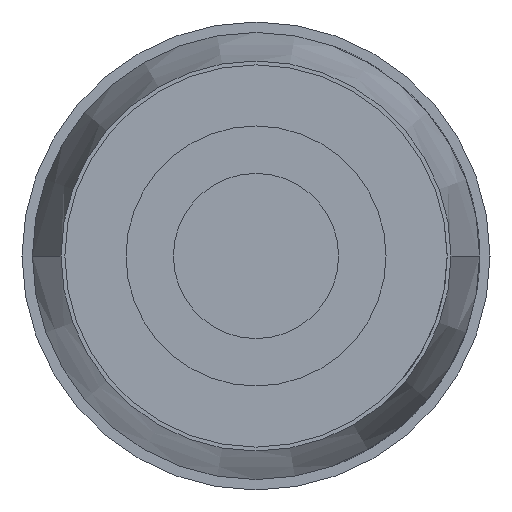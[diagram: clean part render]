
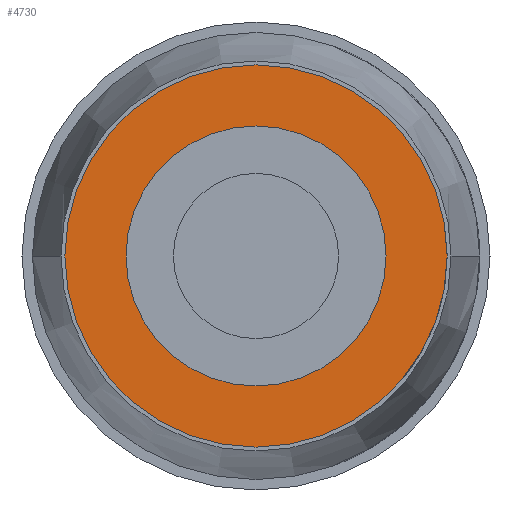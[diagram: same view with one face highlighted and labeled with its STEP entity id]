
A CAD part, front view. The second image highlights one B-rep face of the part: STEP entity #4730.
In plain terms, the highlighted planar face has unit normal (0, -1, 0).
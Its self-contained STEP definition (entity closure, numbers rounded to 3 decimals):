
#64 = PLANE ( 'NONE',  #251 ) ;
#98 = CARTESIAN_POINT ( 'NONE',  ( 26.303, 12.026, 28.877 ) ) ;
#105 = AXIS2_PLACEMENT_3D ( 'NONE', #8249, #2942, #9125 ) ;
#251 = AXIS2_PLACEMENT_3D ( 'NONE', #98, #6285, #982 ) ;
#428 = ORIENTED_EDGE ( 'NONE', *, *, #3674, .T. ) ;
#844 = ORIENTED_EDGE ( 'NONE', *, *, #11211, .F. ) ;
#982 = DIRECTION ( 'NONE',  ( 1., 0., 0. ) ) ;
#1206 = CARTESIAN_POINT ( 'NONE',  ( 33.653, 12.026, 28.877 ) ) ;
#1247 = EDGE_LOOP ( 'NONE', ( #428, #7130 ) ) ;
#1587 = CIRCLE ( 'NONE', #1778, 7.35 ) ;
#1778 = AXIS2_PLACEMENT_3D ( 'NONE', #1206, #7388, #2082 ) ;
#1797 = FACE_OUTER_BOUND ( 'NONE', #7401, .T. ) ;
#2082 = DIRECTION ( 'NONE',  ( -1., 0., 0. ) ) ;
#2440 = CIRCLE ( 'NONE', #6463, 5. ) ;
#2937 = CARTESIAN_POINT ( 'NONE',  ( 38.653, 12.026, 28.877 ) ) ;
#2942 = DIRECTION ( 'NONE',  ( 0., 1., 0. ) ) ;
#3022 = ORIENTED_EDGE ( 'NONE', *, *, #10990, .F. ) ;
#3263 = CARTESIAN_POINT ( 'NONE',  ( 28.653, 12.026, 28.877 ) ) ;
#3603 = DIRECTION ( 'NONE',  ( 0., 1., 0. ) ) ;
#3674 = EDGE_CURVE ( 'NONE', #7580, #9278, #2440, .T. ) ;
#4116 = EDGE_CURVE ( 'NONE', #9278, #7580, #11139, .T. ) ;
#4254 = VERTEX_POINT ( 'NONE', #10202 ) ;
#4480 = CIRCLE ( 'NONE', #9709, 7.35 ) ;
#4701 = DIRECTION ( 'NONE',  ( 0., 1., 0. ) ) ;
#4730 = ADVANCED_FACE ( 'NONE', ( #7752, #1797 ), #64, .T. ) ;
#6285 = DIRECTION ( 'NONE',  ( 0., -1., 0. ) ) ;
#6463 = AXIS2_PLACEMENT_3D ( 'NONE', #10016, #4701, #10900 ) ;
#6796 = VERTEX_POINT ( 'NONE', #7409 ) ;
#7130 = ORIENTED_EDGE ( 'NONE', *, *, #4116, .T. ) ;
#7388 = DIRECTION ( 'NONE',  ( 0., 1., 0. ) ) ;
#7401 = EDGE_LOOP ( 'NONE', ( #3022, #844 ) ) ;
#7409 = CARTESIAN_POINT ( 'NONE',  ( 41.003, 12.026, 28.877 ) ) ;
#7580 = VERTEX_POINT ( 'NONE', #3263 ) ;
#7752 = FACE_BOUND ( 'NONE', #1247, .T. ) ;
#8249 = CARTESIAN_POINT ( 'NONE',  ( 33.653, 12.026, 28.877 ) ) ;
#8901 = CARTESIAN_POINT ( 'NONE',  ( 33.653, 12.026, 28.877 ) ) ;
#9125 = DIRECTION ( 'NONE',  ( -1., 0., 0. ) ) ;
#9278 = VERTEX_POINT ( 'NONE', #2937 ) ;
#9709 = AXIS2_PLACEMENT_3D ( 'NONE', #8901, #3603, #9803 ) ;
#9803 = DIRECTION ( 'NONE',  ( -1., 0., 0. ) ) ;
#10016 = CARTESIAN_POINT ( 'NONE',  ( 33.653, 12.026, 28.877 ) ) ;
#10202 = CARTESIAN_POINT ( 'NONE',  ( 26.303, 12.026, 28.877 ) ) ;
#10900 = DIRECTION ( 'NONE',  ( -1., 0., 0. ) ) ;
#10990 = EDGE_CURVE ( 'NONE', #4254, #6796, #4480, .T. ) ;
#11139 = CIRCLE ( 'NONE', #105, 5. ) ;
#11211 = EDGE_CURVE ( 'NONE', #6796, #4254, #1587, .T. ) ;
